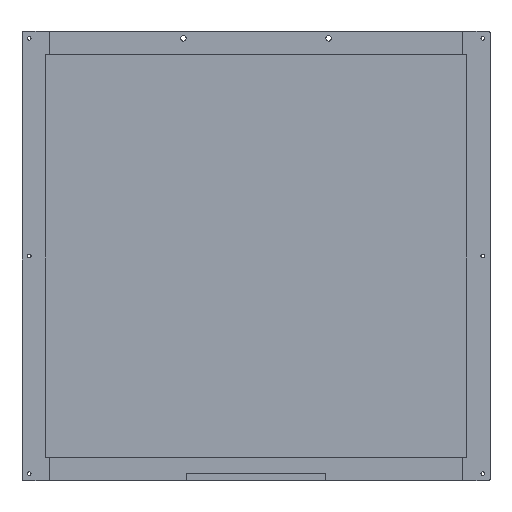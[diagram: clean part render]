
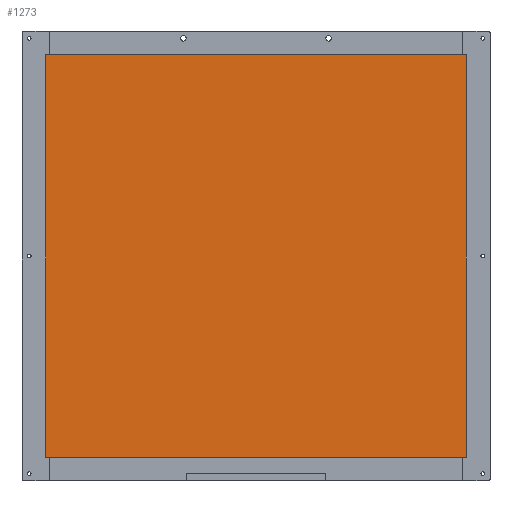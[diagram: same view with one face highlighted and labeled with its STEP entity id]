
A CAD part, top view. The second image highlights one B-rep face of the part: STEP entity #1273.
In plain terms, the highlighted planar face has unit normal (0, 0, 1).
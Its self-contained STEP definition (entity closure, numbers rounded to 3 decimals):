
#11 = EDGE_CURVE ( 'NONE', #954, #345, #1208, .T. ) ;
#29 = DIRECTION ( 'NONE',  ( 0., 0., 1. ) ) ;
#36 = DIRECTION ( 'NONE',  ( 1., 0., 0. ) ) ;
#38 = CARTESIAN_POINT ( 'NONE',  ( -580., 555., 7.6 ) ) ;
#54 = ORIENTED_EDGE ( 'NONE', *, *, #1202, .T. ) ;
#88 = CARTESIAN_POINT ( 'NONE',  ( 580., 555., 7.6 ) ) ;
#96 = LINE ( 'NONE', #197, #653 ) ;
#121 = EDGE_LOOP ( 'NONE', ( #1354, #54, #1311, #1142 ) ) ;
#124 = DIRECTION ( 'NONE',  ( 1., 0., 0. ) ) ;
#191 = VERTEX_POINT ( 'NONE', #1117 ) ;
#197 = CARTESIAN_POINT ( 'NONE',  ( 580., -555., 7.6 ) ) ;
#206 = EDGE_CURVE ( 'NONE', #445, #191, #1383, .T. ) ;
#231 = CARTESIAN_POINT ( 'NONE',  ( -580., -555., 7.6 ) ) ;
#264 = AXIS2_PLACEMENT_3D ( 'NONE', #1131, #29, #36 ) ;
#345 = VERTEX_POINT ( 'NONE', #38 ) ;
#399 = FACE_OUTER_BOUND ( 'NONE', #121, .T. ) ;
#418 = DIRECTION ( 'NONE',  ( 0., 1., 0. ) ) ;
#439 = CARTESIAN_POINT ( 'NONE',  ( 580., 555., 7.6 ) ) ;
#445 = VERTEX_POINT ( 'NONE', #1368 ) ;
#491 = VECTOR ( 'NONE', #981, 1000. ) ;
#586 = PLANE ( 'NONE',  #264 ) ;
#653 = VECTOR ( 'NONE', #418, 1000. ) ;
#665 = VECTOR ( 'NONE', #124, 1000. ) ;
#698 = CARTESIAN_POINT ( 'NONE',  ( -580., 555., 7.6 ) ) ;
#718 = EDGE_CURVE ( 'NONE', #191, #954, #96, .T. ) ;
#916 = DIRECTION ( 'NONE',  ( 0., -1., 0. ) ) ;
#954 = VERTEX_POINT ( 'NONE', #88 ) ;
#981 = DIRECTION ( 'NONE',  ( -1., 0., 0. ) ) ;
#1048 = VECTOR ( 'NONE', #916, 1000. ) ;
#1098 = LINE ( 'NONE', #698, #1048 ) ;
#1117 = CARTESIAN_POINT ( 'NONE',  ( 580., -555., 7.6 ) ) ;
#1131 = CARTESIAN_POINT ( 'NONE',  ( 0., 0., 7.6 ) ) ;
#1142 = ORIENTED_EDGE ( 'NONE', *, *, #718, .T. ) ;
#1202 = EDGE_CURVE ( 'NONE', #345, #445, #1098, .T. ) ;
#1208 = LINE ( 'NONE', #439, #491 ) ;
#1273 = ADVANCED_FACE ( 'NONE', ( #399 ), #586, .T. ) ;
#1311 = ORIENTED_EDGE ( 'NONE', *, *, #206, .T. ) ;
#1354 = ORIENTED_EDGE ( 'NONE', *, *, #11, .T. ) ;
#1368 = CARTESIAN_POINT ( 'NONE',  ( -580., -555., 7.6 ) ) ;
#1383 = LINE ( 'NONE', #231, #665 ) ;
